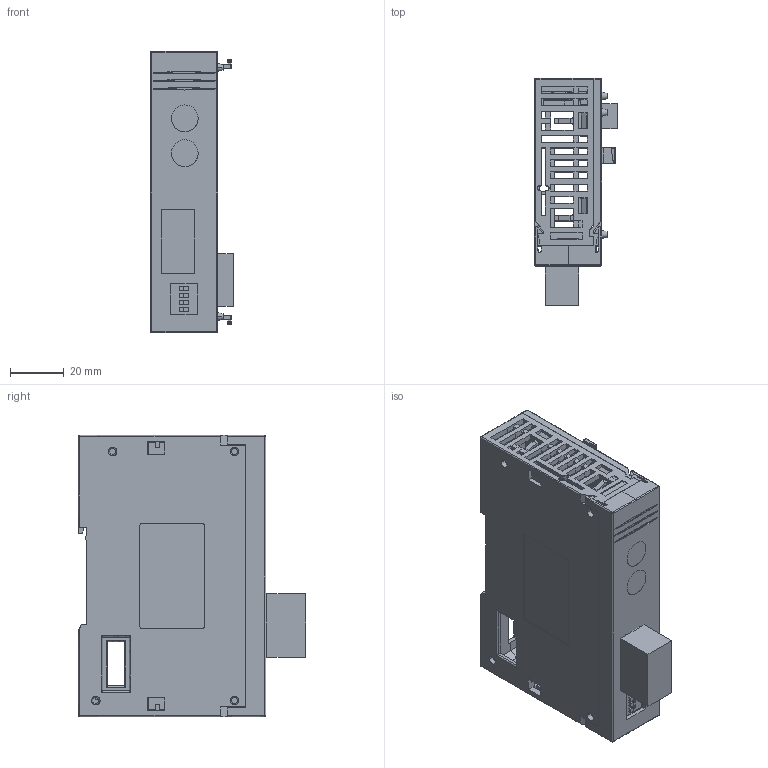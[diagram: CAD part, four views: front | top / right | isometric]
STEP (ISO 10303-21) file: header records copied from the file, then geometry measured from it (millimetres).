
FILE_DESCRIPTION(/* description */ (''),/* implementation_level */ '2;1');
FILE_NAME(/* name */ 'XL-COB~2',/* time_stamp */ '2022-01-05T14:18:11+08:00',/* author */ (''),/* organization */ (''),/* preprocessor_version */ 'ST-DEVELOPER v16.5',/* originating_system */ '',/* authorisation */ '');
FILE_SCHEMA (('AUTOMOTIVE_DESIGN'));
Products named in the file (1): Document
Bounding box: 30.8 x 84.85 x 105 mm (x, y, z)
Volume: 45806.8 mm3; surface area: 62318.4 mm2
Topology: 22 solids, 32 shells, 1386 faces, 3791 edges, 2418 vertices
Faces by surface type: bspline 1386
Entity records: 88937 total; most frequent: CARTESIAN_POINT 40749, B_SPLINE_CURVE_WITH_KNOTS 9999, ORIENTED_EDGE 7522, PCURVE 7522, DEFINITIONAL_REPRESENTATION 7522, SURFACE_CURVE 3782, EDGE_CURVE 3782, VERTEX_POINT 2413
